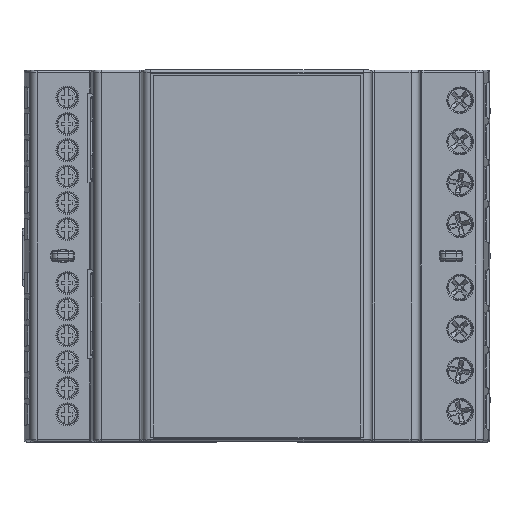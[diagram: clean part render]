
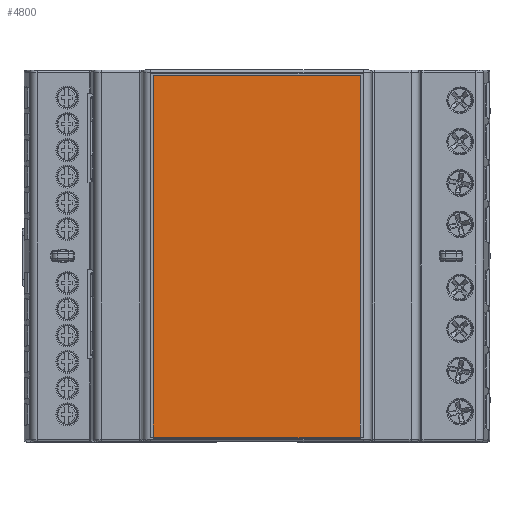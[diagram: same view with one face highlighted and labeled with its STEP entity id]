
A CAD part, top view. The second image highlights one B-rep face of the part: STEP entity #4800.
In plain terms, the highlighted planar face has unit normal (0, 0, 1).
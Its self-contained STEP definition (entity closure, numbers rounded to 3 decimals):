
#4800=ADVANCED_FACE('',(#8068),#6585,.F.);
#6585=PLANE('',#50638);
#8068=FACE_OUTER_BOUND('',#9954,.T.);
#9954=EDGE_LOOP('',(#15278,#15279,#15280,#15281));
#15278=ORIENTED_EDGE('',*,*,#31633,.T.);
#15279=ORIENTED_EDGE('',*,*,#31634,.F.);
#15280=ORIENTED_EDGE('',*,*,#31635,.F.);
#15281=ORIENTED_EDGE('',*,*,#31636,.F.);
#25107=VERTEX_POINT('',#71768);
#25108=VERTEX_POINT('',#71769);
#25109=VERTEX_POINT('',#71771);
#25110=VERTEX_POINT('',#71773);
#31633=EDGE_CURVE('',#25107,#25108,#38788,.T.);
#31634=EDGE_CURVE('',#25109,#25108,#38789,.T.);
#31635=EDGE_CURVE('',#25110,#25109,#38790,.T.);
#31636=EDGE_CURVE('',#25107,#25110,#38791,.T.);
#38788=LINE('',#71767,#45005);
#38789=LINE('',#71770,#45006);
#38790=LINE('',#71772,#45007);
#38791=LINE('',#71774,#45008);
#45005=VECTOR('',#57136,1.);
#45006=VECTOR('',#57137,1.);
#45007=VECTOR('',#57138,1.);
#45008=VECTOR('',#57139,1.);
#50638=AXIS2_PLACEMENT_3D('',#71775,#57140,#57141);
#57136=DIRECTION('',(0.,1.,0.));
#57137=DIRECTION('',(1.,0.,0.));
#57138=DIRECTION('',(0.,1.,0.));
#57139=DIRECTION('',(-1.,0.,0.));
#57140=DIRECTION('',(0.,0.,-1.));
#57141=DIRECTION('',(0.,1.,0.));
#71767=CARTESIAN_POINT('',(20.167,34.966,56.029));
#71768=CARTESIAN_POINT('',(20.167,-35.034,56.029));
#71769=CARTESIAN_POINT('',(20.167,34.966,56.029));
#71770=CARTESIAN_POINT('',(-19.833,34.966,56.029));
#71771=CARTESIAN_POINT('',(-19.833,34.966,56.029));
#71772=CARTESIAN_POINT('',(-19.833,-35.034,56.029));
#71773=CARTESIAN_POINT('',(-19.833,-35.034,56.029));
#71774=CARTESIAN_POINT('',(20.167,-35.034,56.029));
#71775=CARTESIAN_POINT('',(-19.833,34.966,56.029));
